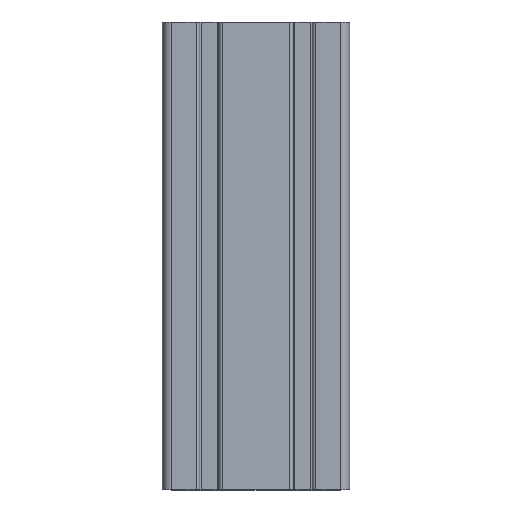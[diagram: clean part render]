
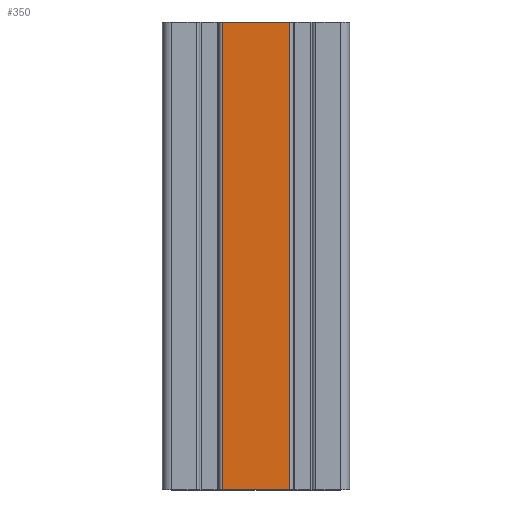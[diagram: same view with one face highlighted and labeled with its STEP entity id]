
A CAD part, top view. The second image highlights one B-rep face of the part: STEP entity #350.
In plain terms, the highlighted planar face has unit normal (0, 0, 1).
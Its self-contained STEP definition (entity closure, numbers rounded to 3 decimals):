
#81 = CARTESIAN_POINT ( 'NONE',  ( 14.4, 200., 20. ) ) ;
#157 = VERTEX_POINT ( 'NONE', #3276 ) ;
#217 = DIRECTION ( 'NONE',  ( 0., -1., 0. ) ) ;
#350 = ADVANCED_FACE ( 'NONE', ( #4156 ), #2905, .T. ) ;
#422 = ORIENTED_EDGE ( 'NONE', *, *, #3411, .T. ) ;
#465 = DIRECTION ( 'NONE',  ( 1., 0., 0. ) ) ;
#860 = ORIENTED_EDGE ( 'NONE', *, *, #5142, .F. ) ;
#890 = AXIS2_PLACEMENT_3D ( 'NONE', #3552, #1676, #465 ) ;
#958 = CARTESIAN_POINT ( 'NONE',  ( 0., 200., 20. ) ) ;
#1217 = LINE ( 'NONE', #6899, #2437 ) ;
#1676 = DIRECTION ( 'NONE',  ( 0., 0., 1. ) ) ;
#2041 = DIRECTION ( 'NONE',  ( 1., 0., 0. ) ) ;
#2102 = ORIENTED_EDGE ( 'NONE', *, *, #4042, .T. ) ;
#2287 = DIRECTION ( 'NONE',  ( 0., -1., 0. ) ) ;
#2437 = VECTOR ( 'NONE', #2041, 1000. ) ;
#2680 = ORIENTED_EDGE ( 'NONE', *, *, #7654, .F. ) ;
#2688 = VECTOR ( 'NONE', #5726, 1000. ) ;
#2893 = VERTEX_POINT ( 'NONE', #6911 ) ;
#2905 = PLANE ( 'NONE',  #890 ) ;
#3207 = CARTESIAN_POINT ( 'NONE',  ( -14.4, 0., 20. ) ) ;
#3248 = VERTEX_POINT ( 'NONE', #81 ) ;
#3276 = CARTESIAN_POINT ( 'NONE',  ( 14.4, 0., 20. ) ) ;
#3353 = VECTOR ( 'NONE', #2287, 1000. ) ;
#3411 = EDGE_CURVE ( 'NONE', #2893, #3591, #6740, .T. ) ;
#3538 = LINE ( 'NONE', #6378, #3353 ) ;
#3552 = CARTESIAN_POINT ( 'NONE',  ( -14.4, 0., 20. ) ) ;
#3591 = VERTEX_POINT ( 'NONE', #3936 ) ;
#3936 = CARTESIAN_POINT ( 'NONE',  ( -14.4, 0., 20. ) ) ;
#4042 = EDGE_CURVE ( 'NONE', #3591, #157, #1217, .T. ) ;
#4156 = FACE_OUTER_BOUND ( 'NONE', #7051, .T. ) ;
#5111 = VECTOR ( 'NONE', #217, 1000. ) ;
#5142 = EDGE_CURVE ( 'NONE', #3248, #157, #3538, .T. ) ;
#5726 = DIRECTION ( 'NONE',  ( 1., 0., 0. ) ) ;
#5818 = LINE ( 'NONE', #958, #2688 ) ;
#6378 = CARTESIAN_POINT ( 'NONE',  ( 14.4, 0., 20. ) ) ;
#6740 = LINE ( 'NONE', #3207, #5111 ) ;
#6899 = CARTESIAN_POINT ( 'NONE',  ( -14.4, 0., 20. ) ) ;
#6911 = CARTESIAN_POINT ( 'NONE',  ( -14.4, 200., 20. ) ) ;
#7051 = EDGE_LOOP ( 'NONE', ( #2102, #860, #2680, #422 ) ) ;
#7654 = EDGE_CURVE ( 'NONE', #2893, #3248, #5818, .T. ) ;
